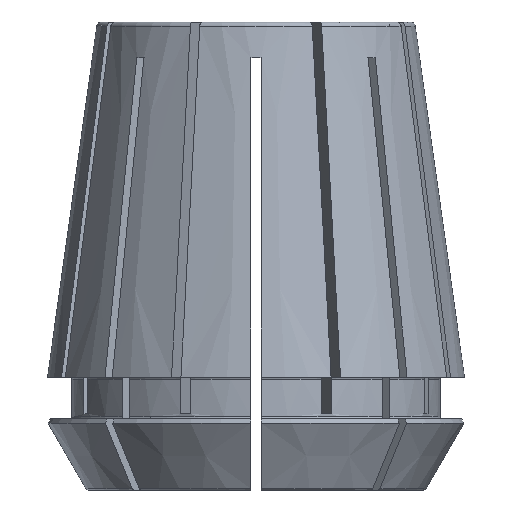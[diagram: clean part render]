
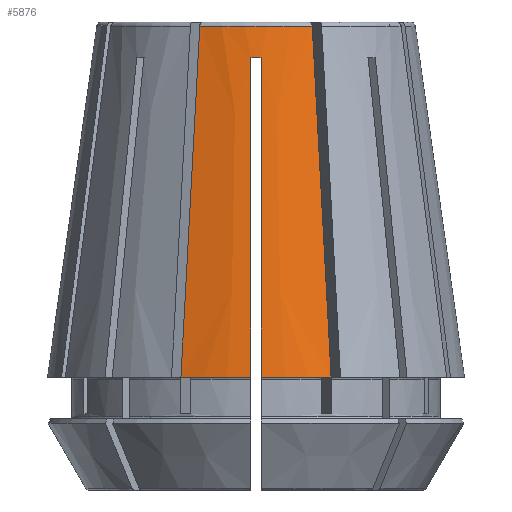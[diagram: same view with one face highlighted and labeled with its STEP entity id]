
A CAD part, front view. The second image highlights one B-rep face of the part: STEP entity #5876.
In plain terms, the highlighted conical face has half-angle 8 degrees and reference radius 20.5 mm.
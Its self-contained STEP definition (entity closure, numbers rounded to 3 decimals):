
#1515=CARTESIAN_POINT('',(-0.5,-20.494,11.3));
#1516=VERTEX_POINT('',#1515);
#1608=CARTESIAN_POINT('',(-0.5,-16.079,42.7));
#1609=VERTEX_POINT('',#1608);
#1616=CARTESIAN_POINT('',(-0.5,-16.079,42.7));
#1617=CARTESIAN_POINT('',(-0.5,-16.255,41.449));
#1618=CARTESIAN_POINT('',(-0.5,-16.431,40.199));
#1619=CARTESIAN_POINT('',(-0.5,-16.607,38.948));
#1620=CARTESIAN_POINT('',(-0.5,-17.903,29.732));
#1621=CARTESIAN_POINT('',(-0.5,-19.198,20.516));
#1622=CARTESIAN_POINT('',(-0.5,-20.494,11.3));
#1623=B_SPLINE_CURVE_WITH_KNOTS('',3,(#1616,#1617,#1618,#1619,#1620,#1621,#1622),.UNSPECIFIED.,.F.,.F.,(4,3,4),(0.025,0.029,0.057),.UNSPECIFIED.);
#1624=EDGE_CURVE('',#1609,#1516,#1623,.T.);
#1634=CARTESIAN_POINT('',(0.5,-16.079,42.7));
#1635=VERTEX_POINT('',#1634);
#1636=CARTESIAN_POINT('',(0.,0.,42.7));
#1637=DIRECTION('',(0.,0.,-1.));
#1638=DIRECTION('',(-1.,0.,0.));
#1639=AXIS2_PLACEMENT_3D('',#1636,#1637,#1638);
#1640=CIRCLE('',#1639,16.087);
#1641=EDGE_CURVE('',#1635,#1609,#1640,.T.);
#4379=CARTESIAN_POINT('',(-7.381,-19.125,11.3));
#4380=VERTEX_POINT('',#4379);
#4381=CARTESIAN_POINT('',(0.,0.,11.3));
#4382=DIRECTION('',(0.,0.,1.));
#4383=DIRECTION('',(1.,0.,-0.));
#4384=AXIS2_PLACEMENT_3D('',#4381,#4382,#4383);
#4385=CIRCLE('',#4384,20.5);
#4386=EDGE_CURVE('',#4380,#1516,#4385,.T.);
#4436=CARTESIAN_POINT('',(7.381,-19.125,11.3));
#4437=VERTEX_POINT('',#4436);
#4444=CARTESIAN_POINT('',(0.5,-20.494,11.3));
#4445=VERTEX_POINT('',#4444);
#4446=CARTESIAN_POINT('',(0.,0.,11.3));
#4447=DIRECTION('',(0.,0.,1.));
#4448=DIRECTION('',(1.,0.,-0.));
#4449=AXIS2_PLACEMENT_3D('',#4446,#4447,#4448);
#4450=CIRCLE('',#4449,20.5);
#4451=EDGE_CURVE('',#4445,#4437,#4450,.T.);
#5805=CARTESIAN_POINT('',(5.526,-14.648,45.77));
#5806=VERTEX_POINT('',#5805);
#5815=CARTESIAN_POINT('',(-5.526,-14.648,45.77));
#5816=VERTEX_POINT('',#5815);
#5824=CARTESIAN_POINT('',(0.,0.,45.77));
#5825=DIRECTION('',(0.,0.,1.));
#5826=DIRECTION('',(1.,0.,-0.));
#5827=AXIS2_PLACEMENT_3D('',#5824,#5825,#5826);
#5828=CIRCLE('',#5827,15.656);
#5829=EDGE_CURVE('',#5816,#5806,#5828,.T.);
#5834=CARTESIAN_POINT('',(0.,0.,11.3));
#5835=DIRECTION('',(0.,0.,-1.));
#5836=DIRECTION('',(-1.,0.,0.));
#5837=AXIS2_PLACEMENT_3D('',#5834,#5835,#5836);
#5838=CONICAL_SURFACE('',#5837,20.5,8.);
#5839=CARTESIAN_POINT('',(5.526,-14.648,45.77));
#5840=CARTESIAN_POINT('',(6.014,-15.826,36.697));
#5841=CARTESIAN_POINT('',(6.502,-17.005,27.624));
#5842=CARTESIAN_POINT('',(6.991,-18.183,18.552));
#5843=CARTESIAN_POINT('',(7.121,-18.497,16.134));
#5844=CARTESIAN_POINT('',(7.251,-18.811,13.717));
#5845=CARTESIAN_POINT('',(7.381,-19.125,11.3));
#5846=B_SPLINE_CURVE_WITH_KNOTS('',3,(#5839,#5840,#5841,#5842,#5843,#5844,#5845),.UNSPECIFIED.,.F.,.F.,(4,3,4),(0.,0.027,0.035),.UNSPECIFIED.);
#5847=EDGE_CURVE('',#5806,#4437,#5846,.T.);
#5848=ORIENTED_EDGE('',*,*,#5847,.F.);
#5849=ORIENTED_EDGE('',*,*,#5829,.F.);
#5850=CARTESIAN_POINT('',(-5.526,-14.648,45.77));
#5851=CARTESIAN_POINT('',(-6.014,-15.826,36.697));
#5852=CARTESIAN_POINT('',(-6.502,-17.005,27.624));
#5853=CARTESIAN_POINT('',(-6.991,-18.183,18.552));
#5854=CARTESIAN_POINT('',(-7.121,-18.497,16.134));
#5855=CARTESIAN_POINT('',(-7.251,-18.811,13.717));
#5856=CARTESIAN_POINT('',(-7.381,-19.125,11.3));
#5857=B_SPLINE_CURVE_WITH_KNOTS('',3,(#5850,#5851,#5852,#5853,#5854,#5855,#5856),.UNSPECIFIED.,.F.,.F.,(4,3,4),(0.,0.027,0.035),.UNSPECIFIED.);
#5858=EDGE_CURVE('',#5816,#4380,#5857,.T.);
#5859=ORIENTED_EDGE('',*,*,#5858,.T.);
#5860=ORIENTED_EDGE('',*,*,#4386,.T.);
#5861=ORIENTED_EDGE('',*,*,#1624,.F.);
#5862=ORIENTED_EDGE('',*,*,#1641,.F.);
#5863=CARTESIAN_POINT('',(0.5,-16.079,42.7));
#5864=CARTESIAN_POINT('',(0.5,-16.255,41.449));
#5865=CARTESIAN_POINT('',(0.5,-16.431,40.199));
#5866=CARTESIAN_POINT('',(0.5,-16.607,38.948));
#5867=CARTESIAN_POINT('',(0.5,-17.903,29.732));
#5868=CARTESIAN_POINT('',(0.5,-19.198,20.516));
#5869=CARTESIAN_POINT('',(0.5,-20.494,11.3));
#5870=B_SPLINE_CURVE_WITH_KNOTS('',3,(#5863,#5864,#5865,#5866,#5867,#5868,#5869),.UNSPECIFIED.,.F.,.F.,(4,3,4),(0.025,0.029,0.057),.UNSPECIFIED.);
#5871=EDGE_CURVE('',#1635,#4445,#5870,.T.);
#5872=ORIENTED_EDGE('',*,*,#5871,.T.);
#5873=ORIENTED_EDGE('',*,*,#4451,.T.);
#5874=EDGE_LOOP('',(#5848,#5849,#5859,#5860,#5861,#5862,#5872,#5873));
#5875=FACE_BOUND('',#5874,.T.);
#5876=ADVANCED_FACE('',(#5875),#5838,.T.);
